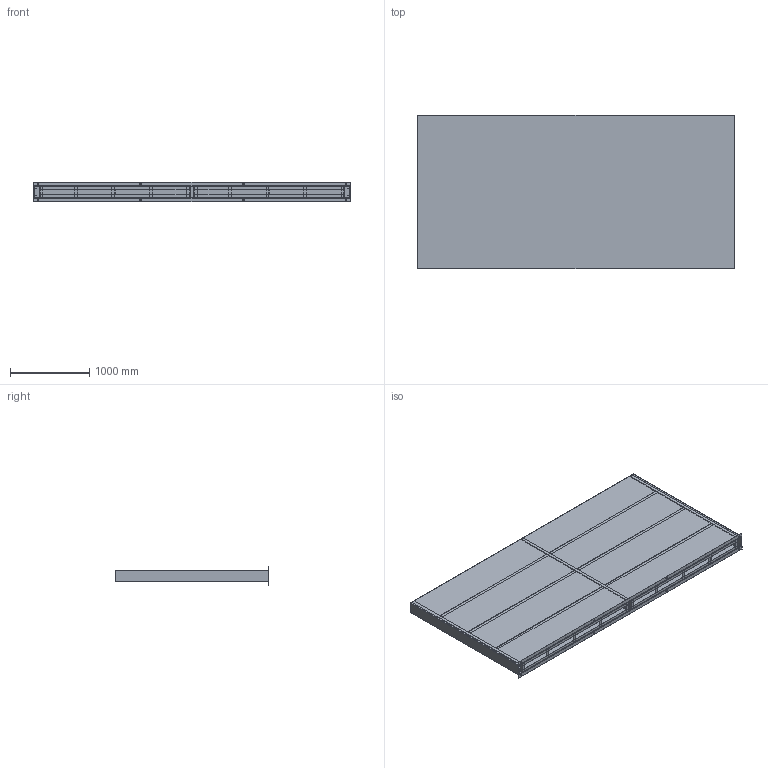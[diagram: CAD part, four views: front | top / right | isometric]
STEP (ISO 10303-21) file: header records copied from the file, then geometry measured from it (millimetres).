
FILE_DESCRIPTION (( 'STEP AP214' ), '1' );
FILE_NAME ('AW1_VectorWorks.STEP', '2021-04-22T10:14:01', ( '' ), ( '' ), 'SwSTEP 2.0', 'SolidWorks 2020', '' );
FILE_SCHEMA (( 'AUTOMOTIVE_DESIGN' ));
Length unit declared in the file: millimetre
Products named in the file (9): AW1-reinforcement Upr1; AW1-headwall; AW1-top; AW1_VectorWorks; AW1-reinforcement 3; AW1-reinforcement 1; AW1-reinforcement 2; AW1-sidewall; AW1-sidewall2
Assembly tree (67 placements, depth 2):
  AW1_VectorWorks
    AW1-sidewall
    AW1-sidewall2
    AW1-top
    AW1-headwall  x2
    AW1-reinforcement 1  x16
    AW1-reinforcement Upr1  x6
    AW1-reinforcement 2  x12
    AW1-reinforcement 3  x28
Bounding box: 4000 x 1943 x 248 mm (x, y, z)
Volume: 62742807.5 mm3; surface area: 42266169 mm2
Topology: 67 solids, 67 shells, 1018 faces, 2204 edges, 1320 vertices
Faces by surface type: plane 862, cylinder 156
Entity records: 4726 total; most frequent: DIRECTION 800, CARTESIAN_POINT 726, ORIENTED_EDGE 640, EDGE_CURVE 320, AXIS2_PLACEMENT_3D 270, LINE 260, VECTOR 260, VERTEX_POINT 196
